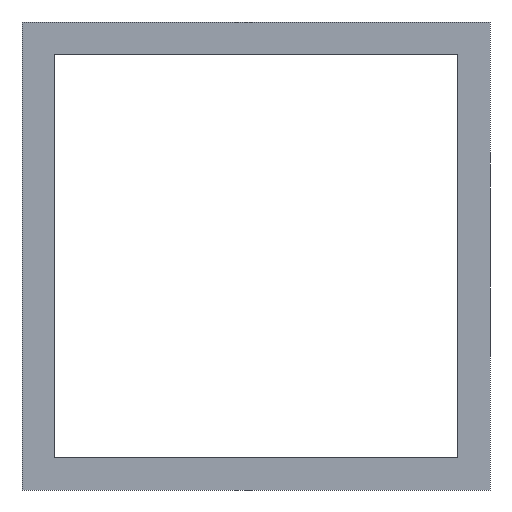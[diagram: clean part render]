
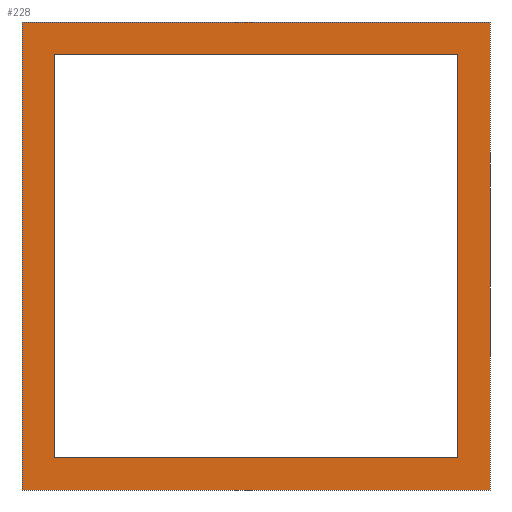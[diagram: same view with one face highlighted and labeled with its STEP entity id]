
A CAD part, front view. The second image highlights one B-rep face of the part: STEP entity #228.
In plain terms, the highlighted planar face has unit normal (0, -1, 0).
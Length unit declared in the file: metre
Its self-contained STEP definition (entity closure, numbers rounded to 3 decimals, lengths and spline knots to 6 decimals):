
#54=ORIENTED_EDGE('',*,*,#88,.F.);
#55=ORIENTED_EDGE('',*,*,#92,.T.);
#56=ORIENTED_EDGE('',*,*,#96,.T.);
#57=ORIENTED_EDGE('',*,*,#98,.F.);
#58=ORIENTED_EDGE('',*,*,#76,.F.);
#59=ORIENTED_EDGE('',*,*,#81,.T.);
#60=ORIENTED_EDGE('',*,*,#84,.T.);
#61=ORIENTED_EDGE('',*,*,#101,.F.);
#76=EDGE_CURVE('',#104,#105,#124,.T.);
#81=EDGE_CURVE('',#104,#108,#128,.T.);
#84=EDGE_CURVE('',#108,#110,#131,.T.);
#88=EDGE_CURVE('',#114,#115,#134,.T.);
#92=EDGE_CURVE('',#114,#117,#138,.T.);
#96=EDGE_CURVE('',#117,#120,#141,.T.);
#98=EDGE_CURVE('',#115,#120,#143,.T.);
#101=EDGE_CURVE('',#105,#110,#145,.T.);
#104=VERTEX_POINT('',#325);
#105=VERTEX_POINT('',#327);
#108=VERTEX_POINT('',#335);
#110=VERTEX_POINT('',#341);
#114=VERTEX_POINT('',#350);
#115=VERTEX_POINT('',#352);
#117=VERTEX_POINT('',#358);
#120=VERTEX_POINT('',#366);
#124=LINE('',#326,#148);
#128=LINE('',#336,#152);
#131=LINE('',#342,#155);
#134=LINE('',#351,#158);
#138=LINE('',#359,#162);
#141=LINE('',#367,#165);
#143=LINE('',#370,#167);
#145=LINE('',#375,#169);
#148=VECTOR('',#267,1.);
#152=VECTOR('',#275,1.);
#155=VECTOR('',#280,1.);
#158=VECTOR('',#287,1.);
#162=VECTOR('',#293,1.);
#165=VECTOR('',#300,1.);
#167=VECTOR('',#304,1.);
#169=VECTOR('',#310,1.);
#182=EDGE_LOOP('',(#54,#55,#56,#57));
#183=EDGE_LOOP('',(#58,#59,#60,#61));
#202=FACE_BOUND('',#182,.T.);
#203=FACE_BOUND('',#183,.T.);
#218=PLANE('',#257);
#228=ADVANCED_FACE('',(#202,#203),#218,.T.);
#257=AXIS2_PLACEMENT_3D('',#376,#311,#312);
#267=DIRECTION('',(-1.,0.,0.));
#275=DIRECTION('',(0.,0.,-1.));
#280=DIRECTION('',(-1.,0.,0.));
#287=DIRECTION('',(0.,0.,-1.));
#293=DIRECTION('',(-1.,0.,0.));
#300=DIRECTION('',(0.,0.,-1.));
#304=DIRECTION('',(-1.,0.,0.));
#310=DIRECTION('',(0.,0.,-1.));
#311=DIRECTION('',(0.,-1.,0.));
#312=DIRECTION('',(1.,0.,0.));
#325=CARTESIAN_POINT('',(-0.145,-0.5,0.025));
#326=CARTESIAN_POINT('',(-0.17,-0.5,0.025));
#327=CARTESIAN_POINT('',(-0.195,-0.5,0.025));
#335=CARTESIAN_POINT('',(-0.145,-0.5,-0.025));
#336=CARTESIAN_POINT('',(-0.145,-0.5,0.));
#341=CARTESIAN_POINT('',(-0.195,-0.5,-0.025));
#342=CARTESIAN_POINT('',(-0.17,-0.5,-0.025));
#350=CARTESIAN_POINT('',(-0.141,-0.5,0.029));
#351=CARTESIAN_POINT('',(-0.141,-0.5,0.));
#352=CARTESIAN_POINT('',(-0.141,-0.5,-0.029));
#358=CARTESIAN_POINT('',(-0.199,-0.5,0.029));
#359=CARTESIAN_POINT('',(-0.17,-0.5,0.029));
#366=CARTESIAN_POINT('',(-0.199,-0.5,-0.029));
#367=CARTESIAN_POINT('',(-0.199,-0.5,0.));
#370=CARTESIAN_POINT('',(-0.17,-0.5,-0.029));
#375=CARTESIAN_POINT('',(-0.195,-0.5,0.));
#376=CARTESIAN_POINT('',(0.,-0.5,0.00285));
